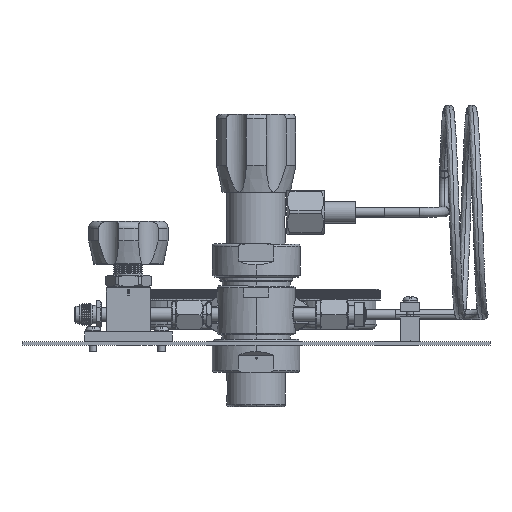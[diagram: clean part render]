
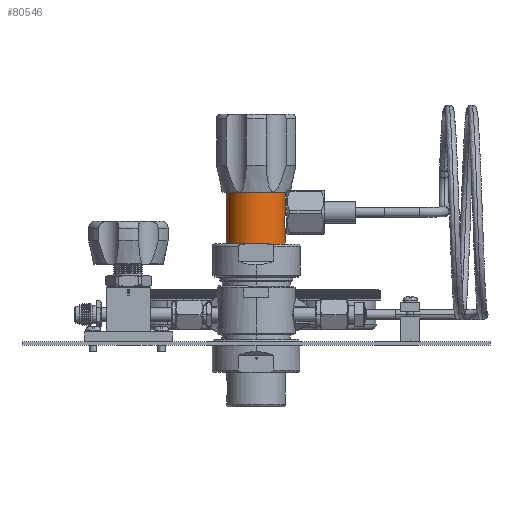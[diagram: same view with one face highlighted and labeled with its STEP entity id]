
A CAD part, front view. The second image highlights one B-rep face of the part: STEP entity #80546.
In plain terms, the highlighted cylindrical face has radius 19.05 mm (diameter 38.1 mm), a partial arc.
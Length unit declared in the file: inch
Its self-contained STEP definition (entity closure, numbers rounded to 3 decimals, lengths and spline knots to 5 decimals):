
#72084=CARTESIAN_POINT('',(0.,-1.82979,
1.28716));
#72085=DIRECTION('',(0.,0.,-1.));
#72086=DIRECTION('',(1.,0.,0.));
#72087=AXIS2_PLACEMENT_3D('',#72084,#72085,#72086);
#72094=DIRECTION('',(0.,0.,-1.));
#72095=VECTOR('',#72094,1.88652);
#72096=CARTESIAN_POINT('',(-0.75,-1.82979,3.17368));
#72097=LINE('',#72096,#72095);
#72098=DIRECTION('',(0.,0.,-1.));
#72099=VECTOR('',#72098,0.35217);
#72100=CARTESIAN_POINT('',(0.75,-1.82979,1.63933));
#72101=LINE('',#72100,#72099);
#72102=DIRECTION('',(0.,0.,-1.));
#72103=VECTOR('',#72102,1.12565);
#72104=CARTESIAN_POINT('',(0.75,-1.82979,3.17368));
#72105=LINE('',#72104,#72103);
#72158=CARTESIAN_POINT('',(0.75,-1.82979,2.04803));
#72159=CARTESIAN_POINT('',(0.75,-1.84757,2.04803));
#72160=CARTESIAN_POINT('',(0.74875,-1.88201,
2.04347));
#72161=CARTESIAN_POINT('',(0.74362,-1.93115,
2.02331));
#72162=CARTESIAN_POINT('',(0.73631,-1.97422,
1.99041));
#72163=CARTESIAN_POINT('',(0.72888,-2.00724,
1.94726));
#72164=CARTESIAN_POINT('',(0.7234,-2.02792,
1.89672));
#72165=CARTESIAN_POINT('',(0.72145,-2.03472,
1.8433));
#72166=CARTESIAN_POINT('',(0.72345,-2.02773,
1.78999));
#72167=CARTESIAN_POINT('',(0.72894,-2.00699,
1.73965));
#72168=CARTESIAN_POINT('',(0.73639,-1.97378,
1.69653));
#72169=CARTESIAN_POINT('',(0.74365,-1.93094,
1.66394));
#72170=CARTESIAN_POINT('',(0.74878,-1.88165,
1.64379));
#72171=CARTESIAN_POINT('',(0.75,-1.84743,1.63933));
#72172=CARTESIAN_POINT('',(0.75,-1.82979,1.63933));
#72197=CARTESIAN_POINT('',(0.,-1.82979,
3.17368));
#72198=DIRECTION('',(0.,0.,1.));
#72199=DIRECTION('',(-1.,0.,0.));
#72200=AXIS2_PLACEMENT_3D('',#72197,#72198,#72199);
#78299=VERTEX_POINT('',#72158);
#78300=VERTEX_POINT('',#72172);
#78305=CARTESIAN_POINT('',(-0.75,-1.82979,3.17368));
#78306=CARTESIAN_POINT('',(0.75,-1.82979,3.17368));
#78307=VERTEX_POINT('',#78305);
#78308=VERTEX_POINT('',#78306);
#78317=CARTESIAN_POINT('',(0.75,-1.82979,1.28716));
#78318=CARTESIAN_POINT('',(-0.75,-1.82979,1.28716));
#78319=VERTEX_POINT('',#78317);
#78320=VERTEX_POINT('',#78318);
#80528=CARTESIAN_POINT('',(0.,-1.82979,
2.23042));
#80529=DIRECTION('',(0.,0.,1.));
#80530=DIRECTION('',(1.,0.,0.));
#80531=AXIS2_PLACEMENT_3D('',#80528,#80529,#80530);
#80532=CYLINDRICAL_SURFACE('',#80531,0.75);
#80534=ORIENTED_EDGE('',*,*,#80533,.F.);
#80536=ORIENTED_EDGE('',*,*,#80535,.T.);
#80538=ORIENTED_EDGE('',*,*,#80537,.T.);
#80540=ORIENTED_EDGE('',*,*,#80539,.T.);
#80542=ORIENTED_EDGE('',*,*,#80541,.T.);
#80543=ORIENTED_EDGE('',*,*,#80521,.T.);
#80544=EDGE_LOOP('',(#80534,#80536,#80538,#80540,#80542,#80543));
#80545=FACE_OUTER_BOUND('',#80544,.F.);
#80546=ADVANCED_FACE('',(#80545),#80532,.T.);
#72088=CIRCLE('',#72087,0.75);
#72173=B_SPLINE_CURVE_WITH_KNOTS('',3,(#72158,#72159,#72160,#72161,#72162,
#72163,#72164,#72165,#72166,#72167,#72168,#72169,#72170,#72171,#72172),
.UNSPECIFIED.,.F.,.F.,(4,1,1,1,1,1,1,1,1,1,1,1,4),(0.,0.08333,
0.16667,0.25,0.33333,0.41667,0.5,
0.58333,0.66667,0.75,0.83333,0.91667,
1.),.UNSPECIFIED.);
#72201=CIRCLE('',#72200,0.75);
#80521=EDGE_CURVE('',#78319,#78320,#72088,.T.);
#80533=EDGE_CURVE('',#78307,#78320,#72097,.T.);
#80535=EDGE_CURVE('',#78307,#78308,#72201,.T.);
#80537=EDGE_CURVE('',#78308,#78299,#72105,.T.);
#80539=EDGE_CURVE('',#78299,#78300,#72173,.T.);
#80541=EDGE_CURVE('',#78300,#78319,#72101,.T.);
